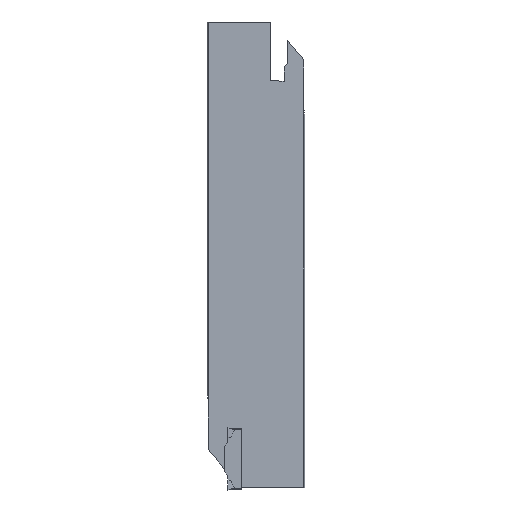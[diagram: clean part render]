
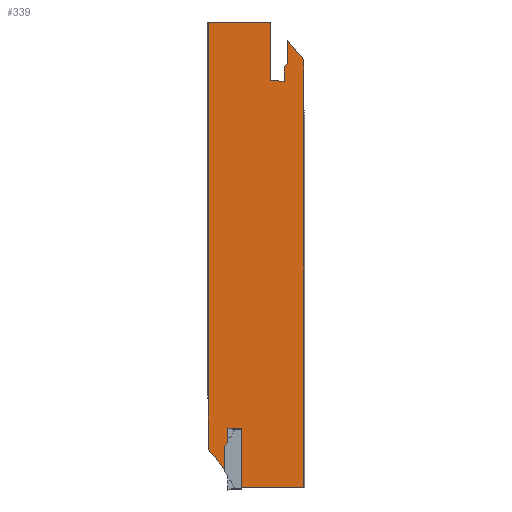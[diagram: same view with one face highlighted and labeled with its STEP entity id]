
A CAD part, left-side view. The second image highlights one B-rep face of the part: STEP entity #339.
In plain terms, the highlighted planar face has unit normal (-1, 0, 0).
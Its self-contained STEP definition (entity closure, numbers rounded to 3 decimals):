
#301=CIRCLE('',#1460,13.);
#302=CIRCLE('',#1461,13.);
#339=ADVANCED_FACE('',(#447),#391,.F.);
#391=PLANE('',#1462);
#447=FACE_OUTER_BOUND('',#507,.T.);
#507=EDGE_LOOP('',(#717,#718,#719,#720,#721,#722,#723,#724,#725,#726,#727,
#728,#729,#730,#731,#732,#733,#734,#735,#736,#737,#738));
#717=ORIENTED_EDGE('',*,*,#1081,.F.);
#718=ORIENTED_EDGE('',*,*,#1082,.T.);
#719=ORIENTED_EDGE('',*,*,#1083,.T.);
#720=ORIENTED_EDGE('',*,*,#1084,.T.);
#721=ORIENTED_EDGE('',*,*,#1085,.T.);
#722=ORIENTED_EDGE('',*,*,#1086,.T.);
#723=ORIENTED_EDGE('',*,*,#1087,.T.);
#724=ORIENTED_EDGE('',*,*,#1088,.F.);
#725=ORIENTED_EDGE('',*,*,#1089,.T.);
#726=ORIENTED_EDGE('',*,*,#1090,.F.);
#727=ORIENTED_EDGE('',*,*,#1091,.F.);
#728=ORIENTED_EDGE('',*,*,#1092,.T.);
#729=ORIENTED_EDGE('',*,*,#1093,.T.);
#730=ORIENTED_EDGE('',*,*,#1094,.T.);
#731=ORIENTED_EDGE('',*,*,#1095,.T.);
#732=ORIENTED_EDGE('',*,*,#1096,.T.);
#733=ORIENTED_EDGE('',*,*,#1097,.T.);
#734=ORIENTED_EDGE('',*,*,#1098,.T.);
#735=ORIENTED_EDGE('',*,*,#1099,.F.);
#736=ORIENTED_EDGE('',*,*,#1100,.F.);
#737=ORIENTED_EDGE('',*,*,#1101,.F.);
#738=ORIENTED_EDGE('',*,*,#1102,.F.);
#945=VERTEX_POINT('',#2108);
#946=VERTEX_POINT('',#2109);
#947=VERTEX_POINT('',#2111);
#948=VERTEX_POINT('',#2113);
#949=VERTEX_POINT('',#2115);
#950=VERTEX_POINT('',#2117);
#951=VERTEX_POINT('',#2119);
#952=VERTEX_POINT('',#2121);
#953=VERTEX_POINT('',#2123);
#954=VERTEX_POINT('',#2125);
#955=VERTEX_POINT('',#2127);
#956=VERTEX_POINT('',#2129);
#957=VERTEX_POINT('',#2131);
#958=VERTEX_POINT('',#2133);
#959=VERTEX_POINT('',#2135);
#960=VERTEX_POINT('',#2137);
#961=VERTEX_POINT('',#2139);
#962=VERTEX_POINT('',#2141);
#963=VERTEX_POINT('',#2143);
#964=VERTEX_POINT('',#2145);
#965=VERTEX_POINT('',#2147);
#966=VERTEX_POINT('',#2149);
#1081=EDGE_CURVE('',#945,#946,#1227,.T.);
#1082=EDGE_CURVE('',#945,#947,#1228,.T.);
#1083=EDGE_CURVE('',#947,#948,#1229,.T.);
#1084=EDGE_CURVE('',#948,#949,#1230,.T.);
#1085=EDGE_CURVE('',#949,#950,#1231,.T.);
#1086=EDGE_CURVE('',#950,#951,#1232,.T.);
#1087=EDGE_CURVE('',#951,#952,#1233,.T.);
#1088=EDGE_CURVE('',#953,#952,#1234,.T.);
#1089=EDGE_CURVE('',#953,#954,#1235,.T.);
#1090=EDGE_CURVE('',#955,#954,#301,.T.);
#1091=EDGE_CURVE('',#956,#955,#1236,.T.);
#1092=EDGE_CURVE('',#956,#957,#1237,.T.);
#1093=EDGE_CURVE('',#957,#958,#1238,.T.);
#1094=EDGE_CURVE('',#958,#959,#1239,.T.);
#1095=EDGE_CURVE('',#959,#960,#1240,.T.);
#1096=EDGE_CURVE('',#960,#961,#1241,.T.);
#1097=EDGE_CURVE('',#961,#962,#1242,.T.);
#1098=EDGE_CURVE('',#962,#963,#1243,.T.);
#1099=EDGE_CURVE('',#964,#963,#1244,.T.);
#1100=EDGE_CURVE('',#965,#964,#1245,.T.);
#1101=EDGE_CURVE('',#966,#965,#302,.T.);
#1102=EDGE_CURVE('',#946,#966,#1246,.T.);
#1227=LINE('',#2107,#1361);
#1228=LINE('',#2110,#1362);
#1229=LINE('',#2112,#1363);
#1230=LINE('',#2114,#1364);
#1231=LINE('',#2116,#1365);
#1232=LINE('',#2118,#1366);
#1233=LINE('',#2120,#1367);
#1234=LINE('',#2122,#1368);
#1235=LINE('',#2124,#1369);
#1236=LINE('',#2128,#1370);
#1237=LINE('',#2130,#1371);
#1238=LINE('',#2132,#1372);
#1239=LINE('',#2134,#1373);
#1240=LINE('',#2136,#1374);
#1241=LINE('',#2138,#1375);
#1242=LINE('',#2140,#1376);
#1243=LINE('',#2142,#1377);
#1244=LINE('',#2144,#1378);
#1245=LINE('',#2146,#1379);
#1246=LINE('',#2150,#1380);
#1361=VECTOR('',#1658,1.);
#1362=VECTOR('',#1659,1.);
#1363=VECTOR('',#1660,1.);
#1364=VECTOR('',#1661,1.);
#1365=VECTOR('',#1662,1.);
#1366=VECTOR('',#1663,1.);
#1367=VECTOR('',#1664,1.);
#1368=VECTOR('',#1665,1.);
#1369=VECTOR('',#1666,1.);
#1370=VECTOR('',#1669,1.);
#1371=VECTOR('',#1670,1.);
#1372=VECTOR('',#1671,1.);
#1373=VECTOR('',#1672,1.);
#1374=VECTOR('',#1673,1.);
#1375=VECTOR('',#1674,1.);
#1376=VECTOR('',#1675,1.);
#1377=VECTOR('',#1676,1.);
#1378=VECTOR('',#1677,1.);
#1379=VECTOR('',#1678,1.);
#1380=VECTOR('',#1681,1.);
#1460=AXIS2_PLACEMENT_3D('',#2126,#1667,#1668);
#1461=AXIS2_PLACEMENT_3D('',#2148,#1679,#1680);
#1462=AXIS2_PLACEMENT_3D('',#2151,#1682,#1683);
#1658=DIRECTION('',(0.,-0.643,-0.766));
#1659=DIRECTION('',(0.,0.,-1.));
#1660=DIRECTION('',(0.,0.707,-0.707));
#1661=DIRECTION('',(0.,0.,-1.));
#1662=DIRECTION('',(0.,0.993,0.122));
#1663=DIRECTION('',(0.,1.,0.));
#1664=DIRECTION('',(0.,0.,1.));
#1665=DIRECTION('',(0.,-1.,0.));
#1666=DIRECTION('',(0.,0.,-1.));
#1667=DIRECTION('',(-1.,0.,0.));
#1668=DIRECTION('',(0.,1.,0.));
#1669=DIRECTION('',(0.,0.,1.));
#1670=DIRECTION('',(0.,-0.643,-0.766));
#1671=DIRECTION('',(0.,0.,1.));
#1672=DIRECTION('',(0.,-0.707,0.707));
#1673=DIRECTION('',(0.,0.,1.));
#1674=DIRECTION('',(0.,-0.993,-0.122));
#1675=DIRECTION('',(0.,-1.,0.));
#1676=DIRECTION('',(0.,0.,-1.));
#1677=DIRECTION('',(0.,1.,0.));
#1678=DIRECTION('',(0.,0.,-1.));
#1679=DIRECTION('',(-1.,0.,0.));
#1680=DIRECTION('',(0.,1.,0.));
#1681=DIRECTION('',(0.,0.,-1.));
#1682=DIRECTION('',(1.,0.,0.));
#1683=DIRECTION('',(0.,1.,0.));
#2107=CARTESIAN_POINT('',(-2.,19.692,10.594));
#2108=CARTESIAN_POINT('',(-2.,5.846,-5.907));
#2109=CARTESIAN_POINT('',(-2.,0.568,-12.197));
#2110=CARTESIAN_POINT('',(-2.,5.846,0.8));
#2111=CARTESIAN_POINT('',(-2.,5.846,-13.346));
#2112=CARTESIAN_POINT('',(-2.,11.532,-19.032));
#2113=CARTESIAN_POINT('',(-2.,6.9,-14.4));
#2114=CARTESIAN_POINT('',(-2.,6.9,0.8));
#2115=CARTESIAN_POINT('',(-2.,6.9,-19.2));
#2116=CARTESIAN_POINT('',(-2.,33.42,-15.944));
#2117=CARTESIAN_POINT('',(-2.,8.936,-18.95));
#2118=CARTESIAN_POINT('',(-2.,31.364,-18.95));
#2119=CARTESIAN_POINT('',(-2.,11.354,-18.95));
#2120=CARTESIAN_POINT('',(-2.,11.354,0.8));
#2121=CARTESIAN_POINT('',(-2.,11.354,0.));
#2122=CARTESIAN_POINT('',(-2.,31.364,0.));
#2123=CARTESIAN_POINT('',(-2.,31.364,0.));
#2124=CARTESIAN_POINT('',(-2.,31.364,0.8));
#2125=CARTESIAN_POINT('',(-2.,31.364,-122.088));
#2126=CARTESIAN_POINT('',(-2.,44.332,-123.));
#2127=CARTESIAN_POINT('',(-2.,31.332,-123.));
#2128=CARTESIAN_POINT('',(-2.,31.332,0.8));
#2129=CARTESIAN_POINT('',(-2.,31.332,-137.803));
#2130=CARTESIAN_POINT('',(-2.,99.594,-56.452));
#2131=CARTESIAN_POINT('',(-2.,26.054,-144.093));
#2132=CARTESIAN_POINT('',(-2.,26.054,0.8));
#2133=CARTESIAN_POINT('',(-2.,26.054,-136.654));
#2134=CARTESIAN_POINT('',(-2.,-40.018,-70.582));
#2135=CARTESIAN_POINT('',(-2.,25.,-135.6));
#2136=CARTESIAN_POINT('',(-2.,25.,0.8));
#2137=CARTESIAN_POINT('',(-2.,25.,-130.8));
#2138=CARTESIAN_POINT('',(-2.,47.188,-128.076));
#2139=CARTESIAN_POINT('',(-2.,22.964,-131.05));
#2140=CARTESIAN_POINT('',(-2.,31.364,-131.05));
#2141=CARTESIAN_POINT('',(-2.,20.546,-131.05));
#2142=CARTESIAN_POINT('',(-2.,20.546,0.8));
#2143=CARTESIAN_POINT('',(-2.,20.546,-150.));
#2144=CARTESIAN_POINT('',(-2.,31.364,-150.));
#2145=CARTESIAN_POINT('',(-2.,0.536,-150.));
#2146=CARTESIAN_POINT('',(-2.,0.536,0.8));
#2147=CARTESIAN_POINT('',(-2.,0.536,-27.912));
#2148=CARTESIAN_POINT('',(-2.,-12.432,-27.));
#2149=CARTESIAN_POINT('',(-2.,0.568,-27.));
#2150=CARTESIAN_POINT('',(-2.,0.568,0.8));
#2151=CARTESIAN_POINT('',(-2.,31.364,0.8));
